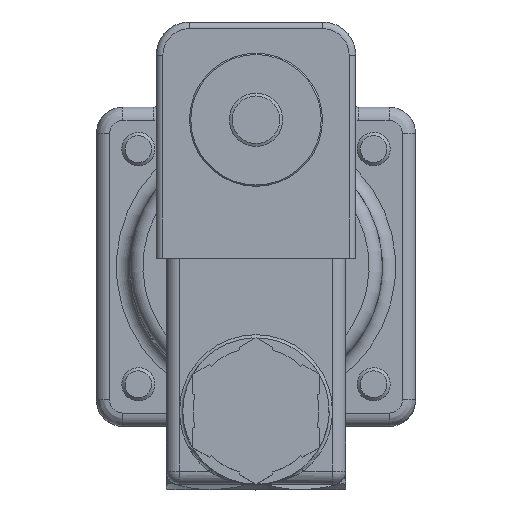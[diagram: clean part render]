
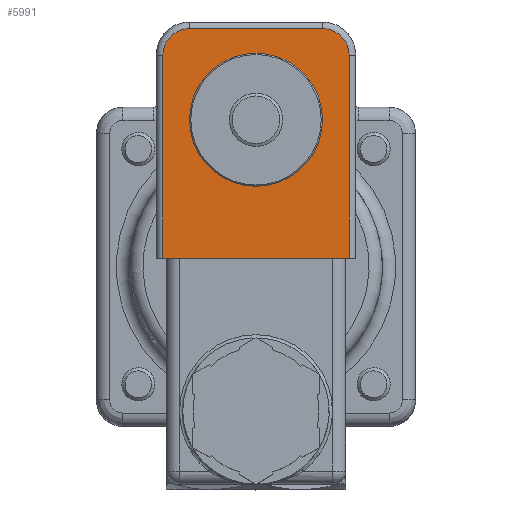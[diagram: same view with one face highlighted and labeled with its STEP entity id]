
A CAD part, top view. The second image highlights one B-rep face of the part: STEP entity #5991.
In plain terms, the highlighted planar face has unit normal (0, 0, 1).
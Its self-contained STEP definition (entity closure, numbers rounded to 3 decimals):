
#375=FACE_BOUND('',#992,.T.);
#376=FACE_BOUND('',#993,.T.);
#377=FACE_BOUND('',#994,.T.);
#378=FACE_BOUND('',#995,.T.);
#379=FACE_BOUND('',#996,.T.);
#590=FACE_OUTER_BOUND('',#991,.T.);
#991=EDGE_LOOP('',(#4228,#4229,#4230,#4231,#4232,#4233));
#992=EDGE_LOOP('',(#4234,#4235,#4236,#4237));
#993=EDGE_LOOP('',(#4238,#4239,#4240,#4241));
#994=EDGE_LOOP('',(#4242,#4243,#4244,#4245));
#995=EDGE_LOOP('',(#4246,#4247,#4248,#4249));
#996=EDGE_LOOP('',(#4250));
#1481=LINE('',#9200,#1862);
#1482=LINE('',#9202,#1863);
#1483=LINE('',#9204,#1864);
#1484=LINE('',#9208,#1865);
#1485=LINE('',#9212,#1866);
#1486=LINE('',#9216,#1867);
#1487=LINE('',#9217,#1868);
#1488=LINE('',#9220,#1869);
#1489=LINE('',#9224,#1870);
#1490=LINE('',#9225,#1871);
#1491=LINE('',#9230,#1872);
#1492=LINE('',#9232,#1873);
#1493=LINE('',#9233,#1874);
#1494=LINE('',#9236,#1875);
#1495=LINE('',#9238,#1876);
#1496=LINE('',#9241,#1877);
#1862=VECTOR('',#7312,30.5);
#1863=VECTOR('',#7313,28.);
#1864=VECTOR('',#7314,30.5);
#1865=VECTOR('',#7317,20.);
#1866=VECTOR('',#7320,1.1);
#1867=VECTOR('',#7323,1.088);
#1868=VECTOR('',#7324,2.7);
#1869=VECTOR('',#7325,1.088);
#1870=VECTOR('',#7328,1.1);
#1871=VECTOR('',#7329,2.7);
#1872=VECTOR('',#7332,1.1);
#1873=VECTOR('',#7333,2.7);
#1874=VECTOR('',#7334,1.088);
#1875=VECTOR('',#7335,2.7);
#1876=VECTOR('',#7336,1.1);
#1877=VECTOR('',#7339,1.088);
#2178=CIRCLE('',#6426,4.);
#2179=CIRCLE('',#6427,4.);
#2180=CIRCLE('',#6428,8.45);
#2181=CIRCLE('',#6429,8.45);
#2182=CIRCLE('',#6430,8.45);
#2183=CIRCLE('',#6431,8.45);
#2184=CIRCLE('',#6432,6.066);
#2554=VERTEX_POINT('',#9198);
#2555=VERTEX_POINT('',#9199);
#2556=VERTEX_POINT('',#9201);
#2557=VERTEX_POINT('',#9203);
#2558=VERTEX_POINT('',#9205);
#2559=VERTEX_POINT('',#9207);
#2560=VERTEX_POINT('',#9210);
#2561=VERTEX_POINT('',#9211);
#2562=VERTEX_POINT('',#9213);
#2563=VERTEX_POINT('',#9215);
#2564=VERTEX_POINT('',#9218);
#2565=VERTEX_POINT('',#9219);
#2566=VERTEX_POINT('',#9221);
#2567=VERTEX_POINT('',#9223);
#2568=VERTEX_POINT('',#9226);
#2569=VERTEX_POINT('',#9227);
#2570=VERTEX_POINT('',#9229);
#2571=VERTEX_POINT('',#9231);
#2572=VERTEX_POINT('',#9234);
#2573=VERTEX_POINT('',#9235);
#2574=VERTEX_POINT('',#9237);
#2575=VERTEX_POINT('',#9239);
#2576=VERTEX_POINT('',#9242);
#3175=EDGE_CURVE('',#2554,#2555,#1481,.T.);
#3176=EDGE_CURVE('',#2554,#2556,#1482,.T.);
#3177=EDGE_CURVE('',#2557,#2556,#1483,.T.);
#3178=EDGE_CURVE('',#2558,#2557,#2178,.T.);
#3179=EDGE_CURVE('',#2559,#2558,#1484,.T.);
#3180=EDGE_CURVE('',#2555,#2559,#2179,.T.);
#3181=EDGE_CURVE('',#2560,#2561,#1485,.T.);
#3182=EDGE_CURVE('',#2561,#2562,#2180,.T.);
#3183=EDGE_CURVE('',#2562,#2563,#1486,.T.);
#3184=EDGE_CURVE('',#2563,#2560,#1487,.T.);
#3185=EDGE_CURVE('',#2564,#2565,#1488,.T.);
#3186=EDGE_CURVE('',#2565,#2566,#2181,.T.);
#3187=EDGE_CURVE('',#2566,#2567,#1489,.T.);
#3188=EDGE_CURVE('',#2567,#2564,#1490,.T.);
#3189=EDGE_CURVE('',#2568,#2569,#2182,.T.);
#3190=EDGE_CURVE('',#2569,#2570,#1491,.T.);
#3191=EDGE_CURVE('',#2570,#2571,#1492,.T.);
#3192=EDGE_CURVE('',#2571,#2568,#1493,.T.);
#3193=EDGE_CURVE('',#2572,#2573,#1494,.T.);
#3194=EDGE_CURVE('',#2573,#2574,#1495,.T.);
#3195=EDGE_CURVE('',#2574,#2575,#2183,.T.);
#3196=EDGE_CURVE('',#2575,#2572,#1496,.T.);
#3197=EDGE_CURVE('',#2576,#2576,#2184,.T.);
#4228=ORIENTED_EDGE('',*,*,#3175,.F.);
#4229=ORIENTED_EDGE('',*,*,#3176,.T.);
#4230=ORIENTED_EDGE('',*,*,#3177,.F.);
#4231=ORIENTED_EDGE('',*,*,#3178,.F.);
#4232=ORIENTED_EDGE('',*,*,#3179,.F.);
#4233=ORIENTED_EDGE('',*,*,#3180,.F.);
#4234=ORIENTED_EDGE('',*,*,#3181,.T.);
#4235=ORIENTED_EDGE('',*,*,#3182,.T.);
#4236=ORIENTED_EDGE('',*,*,#3183,.T.);
#4237=ORIENTED_EDGE('',*,*,#3184,.T.);
#4238=ORIENTED_EDGE('',*,*,#3185,.T.);
#4239=ORIENTED_EDGE('',*,*,#3186,.T.);
#4240=ORIENTED_EDGE('',*,*,#3187,.T.);
#4241=ORIENTED_EDGE('',*,*,#3188,.T.);
#4242=ORIENTED_EDGE('',*,*,#3189,.T.);
#4243=ORIENTED_EDGE('',*,*,#3190,.T.);
#4244=ORIENTED_EDGE('',*,*,#3191,.T.);
#4245=ORIENTED_EDGE('',*,*,#3192,.T.);
#4246=ORIENTED_EDGE('',*,*,#3193,.T.);
#4247=ORIENTED_EDGE('',*,*,#3194,.T.);
#4248=ORIENTED_EDGE('',*,*,#3195,.T.);
#4249=ORIENTED_EDGE('',*,*,#3196,.T.);
#4250=ORIENTED_EDGE('',*,*,#3197,.F.);
#5820=PLANE('',#6425);
#5991=ADVANCED_FACE('',(#590,#375,#376,#377,#378,#379),#5820,.F.);
#6425=AXIS2_PLACEMENT_3D('',#9197,#7310,#7311);
#6426=AXIS2_PLACEMENT_3D('',#9206,#7315,#7316);
#6427=AXIS2_PLACEMENT_3D('',#9209,#7318,#7319);
#6428=AXIS2_PLACEMENT_3D('',#9214,#7321,#7322);
#6429=AXIS2_PLACEMENT_3D('',#9222,#7326,#7327);
#6430=AXIS2_PLACEMENT_3D('',#9228,#7330,#7331);
#6431=AXIS2_PLACEMENT_3D('',#9240,#7337,#7338);
#6432=AXIS2_PLACEMENT_3D('',#9243,#7340,#7341);
#7310=DIRECTION('center_axis',(0.,0.,
-1.));
#7311=DIRECTION('ref_axis',(0.,1.,0.));
#7312=DIRECTION('',(0.,1.,0.));
#7313=DIRECTION('',(1.,0.,0.));
#7314=DIRECTION('',(0.,-1.,0.));
#7315=DIRECTION('center_axis',(0.,0.,
-1.));
#7316=DIRECTION('ref_axis',(0.707,0.707,0.));
#7317=DIRECTION('',(1.,0.,0.));
#7318=DIRECTION('center_axis',(0.,0.,
-1.));
#7319=DIRECTION('ref_axis',(-0.707,0.707,0.));
#7320=DIRECTION('',(0.503,-0.864,0.));
#7321=DIRECTION('center_axis',(0.,0.,
1.));
#7322=DIRECTION('ref_axis',(-0.632,0.775,0.));
#7323=DIRECTION('',(-0.503,0.864,0.));
#7324=DIRECTION('',(0.864,0.503,0.));
#7325=DIRECTION('',(-0.503,-0.864,0.));
#7326=DIRECTION('center_axis',(0.,0.,
1.));
#7327=DIRECTION('ref_axis',(-0.355,-0.935,0.));
#7328=DIRECTION('',(0.503,0.864,0.));
#7329=DIRECTION('',(0.864,-0.503,0.));
#7330=DIRECTION('center_axis',(0.,0.,
1.));
#7331=DIRECTION('ref_axis',(-0.632,-0.775,0.));
#7332=DIRECTION('',(-0.503,-0.864,0.));
#7333=DIRECTION('',(-0.864,0.503,0.));
#7334=DIRECTION('',(0.503,0.864,0.));
#7335=DIRECTION('',(-0.864,-0.503,0.));
#7336=DIRECTION('',(-0.503,0.864,0.));
#7337=DIRECTION('center_axis',(0.,0.,
1.));
#7338=DIRECTION('ref_axis',(-0.355,0.935,0.));
#7339=DIRECTION('',(0.503,-0.864,0.));
#7340=DIRECTION('center_axis',(0.,0.,
1.));
#7341=DIRECTION('ref_axis',(-1.,0.,0.));
#9197=CARTESIAN_POINT('Origin',(0.,18.312,
68.3));
#9198=CARTESIAN_POINT('',(-14.,1.2,68.3));
#9199=CARTESIAN_POINT('',(-14.,31.7,68.3));
#9200=CARTESIAN_POINT('',(-14.,25.006,68.3));
#9201=CARTESIAN_POINT('',(14.,1.2,68.3));
#9202=CARTESIAN_POINT('',(-15.,1.2,68.3));
#9203=CARTESIAN_POINT('',(14.,31.7,68.3));
#9204=CARTESIAN_POINT('',(14.,9.756,68.3));
#9205=CARTESIAN_POINT('',(10.,35.7,68.3));
#9206=CARTESIAN_POINT('Origin',(10.,31.7,68.3));
#9207=CARTESIAN_POINT('',(-10.,35.7,68.3));
#9208=CARTESIAN_POINT('',(5.,35.7,68.3));
#9209=CARTESIAN_POINT('Origin',(-10.,31.7,68.3));
#9210=CARTESIAN_POINT('',(-3.551,30.851,68.3));
#9211=CARTESIAN_POINT('',(-2.997,29.9,68.3));
#9212=CARTESIAN_POINT('',(-0.097,24.923,68.3));
#9213=CARTESIAN_POINT('',(-5.336,28.552,68.3));
#9214=CARTESIAN_POINT('Origin',(0.,22.,68.3));
#9215=CARTESIAN_POINT('',(-5.884,29.492,68.3));
#9216=CARTESIAN_POINT('',(-2.707,24.039,68.3));
#9217=CARTESIAN_POINT('',(-4.953,30.034,68.3));
#9218=CARTESIAN_POINT('',(5.884,29.492,68.3));
#9219=CARTESIAN_POINT('',(5.336,28.552,68.3));
#9220=CARTESIAN_POINT('',(2.433,23.569,68.3));
#9221=CARTESIAN_POINT('',(2.997,29.9,68.3));
#9222=CARTESIAN_POINT('Origin',(0.,22.,68.3));
#9223=CARTESIAN_POINT('',(3.551,30.851,68.3));
#9224=CARTESIAN_POINT('',(0.374,25.398,68.3));
#9225=CARTESIAN_POINT('',(6.119,29.355,68.3));
#9226=CARTESIAN_POINT('',(-5.336,15.448,68.3));
#9227=CARTESIAN_POINT('',(-2.997,14.1,68.3));
#9228=CARTESIAN_POINT('Origin',(0.,22.,68.3));
#9229=CARTESIAN_POINT('',(-3.551,13.149,68.3));
#9230=CARTESIAN_POINT('',(-1.701,16.324,68.3));
#9231=CARTESIAN_POINT('',(-5.884,14.508,68.3));
#9232=CARTESIAN_POINT('',(-3.349,13.031,68.3));
#9233=CARTESIAN_POINT('',(-4.311,17.208,68.3));
#9234=CARTESIAN_POINT('',(5.884,14.508,68.3));
#9235=CARTESIAN_POINT('',(3.551,13.149,68.3));
#9236=CARTESIAN_POINT('',(4.515,13.711,68.3));
#9237=CARTESIAN_POINT('',(2.997,14.1,68.3));
#9238=CARTESIAN_POINT('',(1.978,15.849,68.3));
#9239=CARTESIAN_POINT('',(5.336,15.448,68.3));
#9240=CARTESIAN_POINT('Origin',(0.,22.,68.3));
#9241=CARTESIAN_POINT('',(4.037,17.678,68.3));
#9242=CARTESIAN_POINT('',(6.066,22.,68.3));
#9243=CARTESIAN_POINT('Origin',(0.,22.,68.3));
